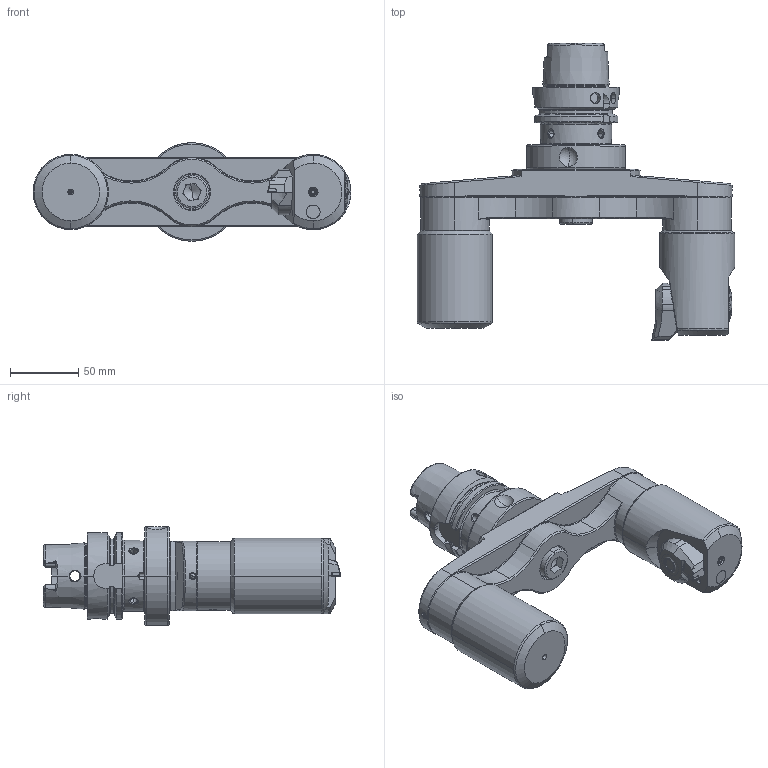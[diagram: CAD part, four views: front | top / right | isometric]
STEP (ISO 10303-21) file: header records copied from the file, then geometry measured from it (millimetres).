
FILE_DESCRIPTION (( 'STEP AP203' ), '1' );
FILE_NAME ('KoU-D32.ST5.227.STEP', '2017-11-15T12:23:43', ( 'SWIAdmin' ), ( 'Hewlett-Packard Company' ), 'SwSTEP 2.0', 'SolidWorks 2017', '' );
FILE_SCHEMA (( 'CONFIG_CONTROL_DESIGN' ));
Length unit declared in the file: millimetre
Products named in the file (31): CCMT060204; DIN 3771 - 25x1.5; F55-BG1.011.036_D; HA6-D32.K01.060_D_Fertigbearbeitung; WCA-ER2.001.005_A; F55-BG1.014.036; F55-BG1.012.012_A; D32-ER2.001.022_B; F55-WCA.001.013; A55-BG3.011.033_A_gek〉zt; F55-BG1.011.036; HA6-D32.K01.060_Schraube DIN 7984; F55-ER1.101.016_A; Klebstoff D10; A55-BG2.013.005_C; DIN 7984 - M16 x 35; ST5-F55.K21.080_min mit WP Halter; WCB-ER2.001.009_A; A55-BG2.012.006_B; ST5-ER1.001.012_A; KoU-D32.ST5.227; ISO 4026 - M10 x 08_PreviewCfg; A55-BG2.011.016_D; KVT_MB_600_050; ST5-ER2.001.010_A; F55-BG2.014.015_B; CWF-ST5.Ko1.071_A; F55-WCA.001.013_D_fertigbearbeitet; F55-BG2.015.015_B; ST5-F55.K20.080_B; KoU-D32.ST5.227_B_KoU-D32.WN5.212
Assembly tree (36 placements, depth 5):
  KoU-D32.ST5.227
    KoU-D32.ST5.227_B_KoU-D32.WN5.212
    HA6-D32.K01.060_Schraube DIN 7984
      HA6-D32.K01.060_D_Fertigbearbeitung
      D32-ER2.001.022_B  x2
    DIN 7984 - M16 x 35
    ST5-ER1.001.012_A  x2
    KVT_MB_600_050  x4
    CWF-ST5.Ko1.071_A
    ST5-F55.K21.080_min mit WP Halter
      ST5-F55.K20.080_B
      F55-BG1.014.036
        F55-BG1.011.036
          F55-BG1.011.036_D
          F55-BG1.012.012_A
        A55-BG2.013.005_C
        A55-BG2.012.006_B
        F55-BG2.015.015_B
          A55-BG2.011.016_D
          F55-BG2.014.015_B
        DIN 3771 - 25x1.5
      A55-BG3.011.033_A_gek〉zt
      Klebstoff D10
      WCB-ER2.001.009_A
      ISO 4026 - M10 x 08_PreviewCfg
      ST5-ER2.001.010_A  x2
      F55-WCA.001.013
        F55-WCA.001.013_D_fertigbearbeitet
        CCMT060204
        WCA-ER2.001.005_A
      F55-ER1.101.016_A
Bounding box: 232 x 216.9 x 72 mm (x, y, z)
Volume: 821703.8 mm3; surface area: 168671.5 mm2
Topology: 36 solids, 36 shells, 1811 faces, 4455 edges, 2689 vertices
Faces by surface type: plane 542, cone 539, cylinder 442, torus 213, bspline 61, sphere 14
Entity records: 58792 total; most frequent: CARTESIAN_POINT 17988, ORIENTED_EDGE 8006, DIRECTION 7659, EDGE_CURVE 4003, AXIS2_PLACEMENT_3D 3075, VERTEX_POINT 2466, EDGE_LOOP 1725, FACE_OUTER_BOUND 1626
